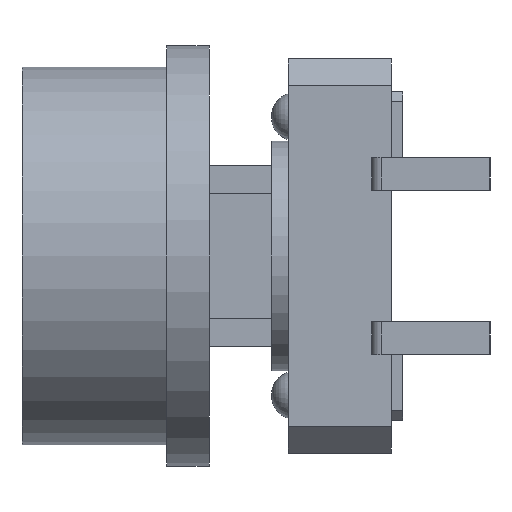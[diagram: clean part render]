
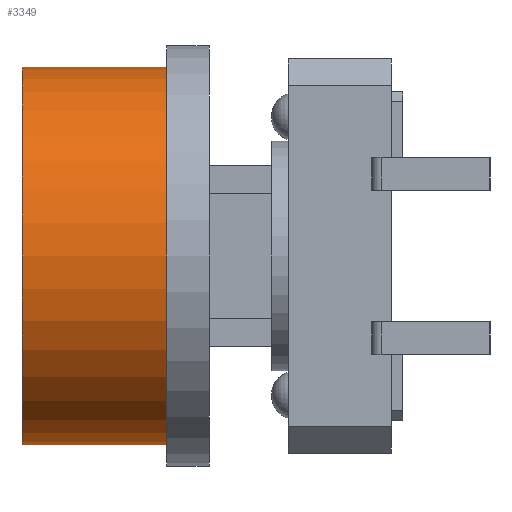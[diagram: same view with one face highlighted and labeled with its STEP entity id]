
A CAD part, left-side view. The second image highlights one B-rep face of the part: STEP entity #3349.
In plain terms, the highlighted cylindrical face has radius 5.75 mm (diameter 11.5 mm), a partial arc.
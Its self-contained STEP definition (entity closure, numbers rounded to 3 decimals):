
#48 = CARTESIAN_POINT ( 'NONE',  ( 0., 0., -5.75 ) ) ;
#95 = CARTESIAN_POINT ( 'NONE',  ( 0., 0., 0. ) ) ;
#156 = DIRECTION ( 'NONE',  ( 0., 0., 1. ) ) ;
#229 = CARTESIAN_POINT ( 'NONE',  ( 0., 0.9, 0. ) ) ;
#449 = CARTESIAN_POINT ( 'NONE',  ( 0., 4.4, -5.75 ) ) ;
#857 = CARTESIAN_POINT ( 'NONE',  ( 0., 0.9, 5.75 ) ) ;
#1119 = DIRECTION ( 'NONE',  ( 0., 0., -1. ) ) ;
#1262 = DIRECTION ( 'NONE',  ( 0., -1., 0. ) ) ;
#1341 = CIRCLE ( 'NONE', #1474, 5.75 ) ;
#1474 = AXIS2_PLACEMENT_3D ( 'NONE', #4677, #1924, #2372 ) ;
#1647 = EDGE_CURVE ( 'NONE', #5521, #5581, #1341, .T. ) ;
#1779 = CIRCLE ( 'NONE', #4379, 5.75 ) ;
#1924 = DIRECTION ( 'NONE',  ( 0., 1., 0. ) ) ;
#1943 = DIRECTION ( 'NONE',  ( 0., 1., 0. ) ) ;
#1944 = LINE ( 'NONE', #3387, #5645 ) ;
#1978 = CARTESIAN_POINT ( 'NONE',  ( 0., 0., 5.75 ) ) ;
#2007 = CYLINDRICAL_SURFACE ( 'NONE', #5803, 5.75 ) ;
#2372 = DIRECTION ( 'NONE',  ( 0., 0., 1. ) ) ;
#2526 = DIRECTION ( 'NONE',  ( 0., -1., 0. ) ) ;
#2581 = EDGE_CURVE ( 'NONE', #5581, #3791, #1944, .T. ) ;
#2958 = ORIENTED_EDGE ( 'NONE', *, *, #2581, .F. ) ;
#3304 = ORIENTED_EDGE ( 'NONE', *, *, #5139, .T. ) ;
#3330 = ORIENTED_EDGE ( 'NONE', *, *, #1647, .F. ) ;
#3349 = ADVANCED_FACE ( 'NONE', ( #4462 ), #2007, .T. ) ;
#3387 = CARTESIAN_POINT ( 'NONE',  ( 0., 0.9, -5.75 ) ) ;
#3476 = EDGE_CURVE ( 'NONE', #5521, #3752, #5000, .T. ) ;
#3636 = EDGE_LOOP ( 'NONE', ( #3330, #4469, #3304, #2958 ) ) ;
#3752 = VERTEX_POINT ( 'NONE', #1978 ) ;
#3791 = VERTEX_POINT ( 'NONE', #48 ) ;
#4379 = AXIS2_PLACEMENT_3D ( 'NONE', #95, #1943, #156 ) ;
#4420 = VECTOR ( 'NONE', #1262, 1000. ) ;
#4462 = FACE_OUTER_BOUND ( 'NONE', #3636, .T. ) ;
#4469 = ORIENTED_EDGE ( 'NONE', *, *, #3476, .T. ) ;
#4477 = CARTESIAN_POINT ( 'NONE',  ( 0., 4.4, 5.75 ) ) ;
#4677 = CARTESIAN_POINT ( 'NONE',  ( 0., 4.4, 0. ) ) ;
#5000 = LINE ( 'NONE', #857, #4420 ) ;
#5139 = EDGE_CURVE ( 'NONE', #3752, #3791, #1779, .T. ) ;
#5521 = VERTEX_POINT ( 'NONE', #4477 ) ;
#5581 = VERTEX_POINT ( 'NONE', #449 ) ;
#5644 = DIRECTION ( 'NONE',  ( 0., -1., 0. ) ) ;
#5645 = VECTOR ( 'NONE', #5644, 1000. ) ;
#5803 = AXIS2_PLACEMENT_3D ( 'NONE', #229, #2526, #1119 ) ;
